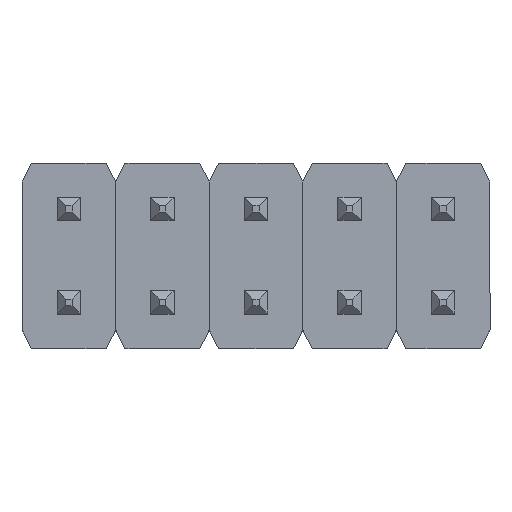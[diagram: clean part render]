
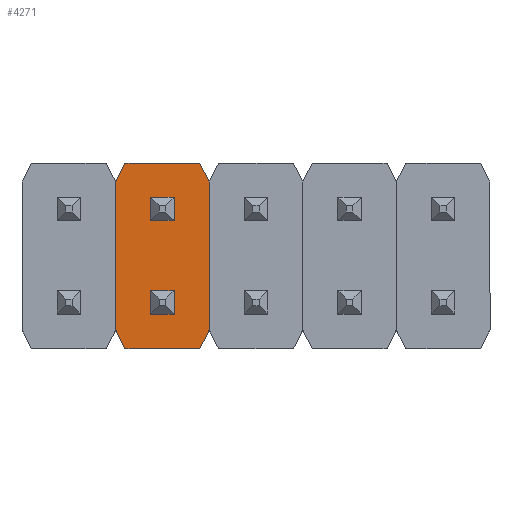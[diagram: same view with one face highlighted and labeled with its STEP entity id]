
A CAD part, top view. The second image highlights one B-rep face of the part: STEP entity #4271.
In plain terms, the highlighted planar face has unit normal (0, 0, 1).
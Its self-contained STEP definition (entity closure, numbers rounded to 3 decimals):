
#4076=CARTESIAN_POINT('',(-3.556,-2.515,1.524));
#4077=VERTEX_POINT('',#4076);
#4084=CARTESIAN_POINT('',(-3.81,-2.007,1.524));
#4085=VERTEX_POINT('',#4084);
#4086=CARTESIAN_POINT('',(-3.81,-2.007,1.524));
#4087=DIRECTION('',(0.447,-0.894,0.0));
#4088=VECTOR('',#4087,0.568);
#4089=LINE('',#4086,#4088);
#4090=EDGE_CURVE('',#4085,#4077,#4089,.T.);
#4107=CARTESIAN_POINT('',(-1.27,-2.007,1.524));
#4108=VERTEX_POINT('',#4107);
#4115=CARTESIAN_POINT('',(-1.524,-2.515,1.524));
#4116=VERTEX_POINT('',#4115);
#4117=CARTESIAN_POINT('',(-1.524,-2.515,1.524));
#4118=DIRECTION('',(0.447,0.894,0.0));
#4119=VECTOR('',#4118,0.568);
#4120=LINE('',#4117,#4119);
#4121=EDGE_CURVE('',#4116,#4108,#4120,.T.);
#4138=CARTESIAN_POINT('',(-1.27,2.007,1.524));
#4139=VERTEX_POINT('',#4138);
#4146=CARTESIAN_POINT('',(-1.27,-2.007,1.524));
#4147=DIRECTION('',(0.0,1.0,0.0));
#4148=VECTOR('',#4147,4.013);
#4149=LINE('',#4146,#4148);
#4150=EDGE_CURVE('',#4108,#4139,#4149,.T.);
#4162=CARTESIAN_POINT('',(-1.524,2.515,1.524));
#4163=VERTEX_POINT('',#4162);
#4170=CARTESIAN_POINT('',(-1.27,2.007,1.524));
#4171=DIRECTION('',(-0.447,0.894,0.0));
#4172=VECTOR('',#4171,0.568);
#4173=LINE('',#4170,#4172);
#4174=EDGE_CURVE('',#4139,#4163,#4173,.T.);
#4189=CARTESIAN_POINT('',(-3.556,2.515,1.524));
#4190=VERTEX_POINT('',#4189);
#4197=CARTESIAN_POINT('',(-1.524,2.515,1.524));
#4198=DIRECTION('',(-1.0,0.0,0.0));
#4199=VECTOR('',#4198,2.032);
#4200=LINE('',#4197,#4199);
#4201=EDGE_CURVE('',#4163,#4190,#4200,.T.);
#4216=CARTESIAN_POINT('',(-3.81,2.007,1.524));
#4217=VERTEX_POINT('',#4216);
#4224=CARTESIAN_POINT('',(-3.556,2.515,1.524));
#4225=DIRECTION('',(-0.447,-0.894,0.0));
#4226=VECTOR('',#4225,0.568);
#4227=LINE('',#4224,#4226);
#4228=EDGE_CURVE('',#4190,#4217,#4227,.T.);
#4241=CARTESIAN_POINT('',(-3.81,2.007,1.524));
#4242=DIRECTION('',(0.0,-1.0,0.0));
#4243=VECTOR('',#4242,4.013);
#4244=LINE('',#4241,#4243);
#4245=EDGE_CURVE('',#4217,#4085,#4244,.T.);
#4251=CARTESIAN_POINT('',(-2.54,0.,1.524));
#4252=DIRECTION('',(0.0,0.0,1.0));
#4253=DIRECTION('',(1.0,0.0,0.0));
#4254=AXIS2_PLACEMENT_3D('',#4251,#4252,#4253);
#4255=PLANE('',#4254);
#4256=ORIENTED_EDGE('',*,*,#4245,.T.);
#4257=ORIENTED_EDGE('',*,*,#4090,.T.);
#4258=CARTESIAN_POINT('',(-3.556,-2.515,1.524));
#4259=DIRECTION('',(1.0,0.0,0.0));
#4260=VECTOR('',#4259,2.032);
#4261=LINE('',#4258,#4260);
#4262=EDGE_CURVE('',#4077,#4116,#4261,.T.);
#4263=ORIENTED_EDGE('',*,*,#4262,.T.);
#4264=ORIENTED_EDGE('',*,*,#4121,.T.);
#4265=ORIENTED_EDGE('',*,*,#4150,.T.);
#4266=ORIENTED_EDGE('',*,*,#4174,.T.);
#4267=ORIENTED_EDGE('',*,*,#4201,.T.);
#4268=ORIENTED_EDGE('',*,*,#4228,.T.);
#4269=EDGE_LOOP('',(#4256,#4257,#4263,#4264,#4265,#4266,#4267,#4268));
#4270=FACE_OUTER_BOUND('',#4269,.T.);
#4271=ADVANCED_FACE('',(#4270),#4255,.T.);
